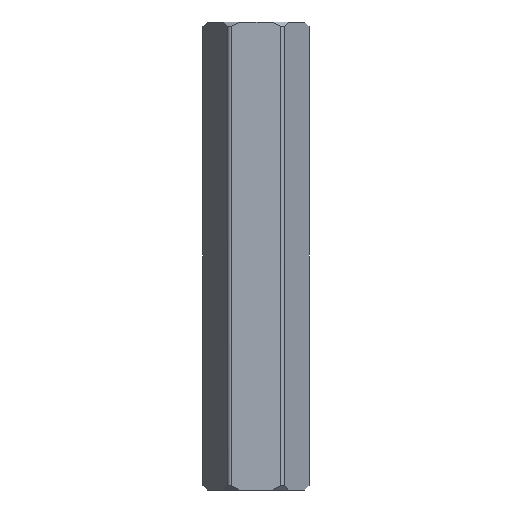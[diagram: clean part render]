
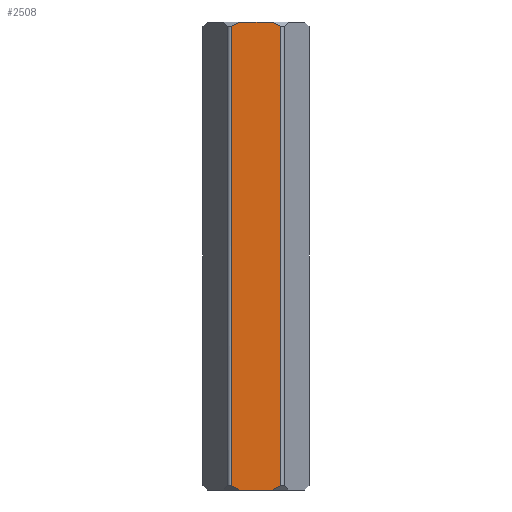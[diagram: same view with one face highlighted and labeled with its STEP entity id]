
A CAD part, front view. The second image highlights one B-rep face of the part: STEP entity #2508.
In plain terms, the highlighted planar face has unit normal (0, -1, 0).
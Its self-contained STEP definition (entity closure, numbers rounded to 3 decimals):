
#29=PLANE('',#2667);
#166=FACE_OUTER_BOUND('',#298,.T.);
#298=EDGE_LOOP('',(#1975,#1976,#1977,#1978,#1979,#1980,#1981,#1982));
#671=LINE('',#6920,#831);
#673=LINE('',#6926,#833);
#676=LINE('',#6932,#836);
#677=LINE('',#6934,#837);
#678=LINE('',#6936,#838);
#679=LINE('',#6938,#839);
#680=LINE('',#6940,#840);
#681=LINE('',#6941,#841);
#831=VECTOR('',#3069,10.);
#833=VECTOR('',#3075,10.);
#836=VECTOR('',#3080,10.);
#837=VECTOR('',#3081,10.);
#838=VECTOR('',#3082,10.);
#839=VECTOR('',#3083,10.);
#840=VECTOR('',#3084,10.);
#841=VECTOR('',#3085,10.);
#1101=VERTEX_POINT('',#6917);
#1102=VERTEX_POINT('',#6919);
#1104=VERTEX_POINT('',#6925);
#1106=VERTEX_POINT('',#6931);
#1107=VERTEX_POINT('',#6933);
#1108=VERTEX_POINT('',#6935);
#1109=VERTEX_POINT('',#6937);
#1110=VERTEX_POINT('',#6939);
#1467=EDGE_CURVE('',#1101,#1102,#671,.T.);
#1470=EDGE_CURVE('',#1102,#1104,#673,.T.);
#1473=EDGE_CURVE('',#1101,#1106,#676,.T.);
#1474=EDGE_CURVE('',#1107,#1106,#677,.T.);
#1475=EDGE_CURVE('',#1107,#1108,#678,.T.);
#1476=EDGE_CURVE('',#1109,#1108,#679,.T.);
#1477=EDGE_CURVE('',#1110,#1109,#680,.T.);
#1478=EDGE_CURVE('',#1110,#1104,#681,.T.);
#1975=ORIENTED_EDGE('',*,*,#1467,.F.);
#1976=ORIENTED_EDGE('',*,*,#1473,.T.);
#1977=ORIENTED_EDGE('',*,*,#1474,.F.);
#1978=ORIENTED_EDGE('',*,*,#1475,.T.);
#1979=ORIENTED_EDGE('',*,*,#1476,.F.);
#1980=ORIENTED_EDGE('',*,*,#1477,.F.);
#1981=ORIENTED_EDGE('',*,*,#1478,.T.);
#1982=ORIENTED_EDGE('',*,*,#1470,.F.);
#2508=ADVANCED_FACE('',(#166),#29,.T.);
#2667=AXIS2_PLACEMENT_3D('',#6930,#3078,#3079);
#3069=DIRECTION('',(0.,0.,-1.));
#3075=DIRECTION('',(-0.894,0.,-0.447));
#3078=DIRECTION('center_axis',(0.,-1.,0.));
#3079=DIRECTION('ref_axis',(1.,0.,0.));
#3080=DIRECTION('',(-0.894,0.,0.447));
#3081=DIRECTION('',(1.,0.,0.));
#3082=DIRECTION('',(-0.894,0.,-0.447));
#3083=DIRECTION('',(0.,0.,1.));
#3084=DIRECTION('',(-0.894,0.,0.447));
#3085=DIRECTION('',(1.,0.,0.));
#6917=CARTESIAN_POINT('',(1.328,-2.5,12.271));
#6919=CARTESIAN_POINT('',(1.328,-2.5,-12.271));
#6920=CARTESIAN_POINT('',(1.328,-2.5,0.));
#6925=CARTESIAN_POINT('',(0.87,-2.5,-12.5));
#6926=CARTESIAN_POINT('',(2.79,-2.5,-11.54));
#6930=CARTESIAN_POINT('Origin',(-1.443,-2.5,0.));
#6931=CARTESIAN_POINT('',(0.87,-2.5,12.5));
#6932=CARTESIAN_POINT('',(2.79,-2.5,11.54));
#6933=CARTESIAN_POINT('',(-0.87,-2.5,12.5));
#6934=CARTESIAN_POINT('',(-1.443,-2.5,12.5));
#6935=CARTESIAN_POINT('',(-1.328,-2.5,12.271));
#6936=CARTESIAN_POINT('',(-3.598,-2.5,11.136));
#6937=CARTESIAN_POINT('',(-1.328,-2.5,-12.271));
#6938=CARTESIAN_POINT('',(-1.328,-2.5,0.));
#6939=CARTESIAN_POINT('',(-0.87,-2.5,-12.5));
#6940=CARTESIAN_POINT('',(-3.598,-2.5,-11.136));
#6941=CARTESIAN_POINT('',(-1.443,-2.5,-12.5));
